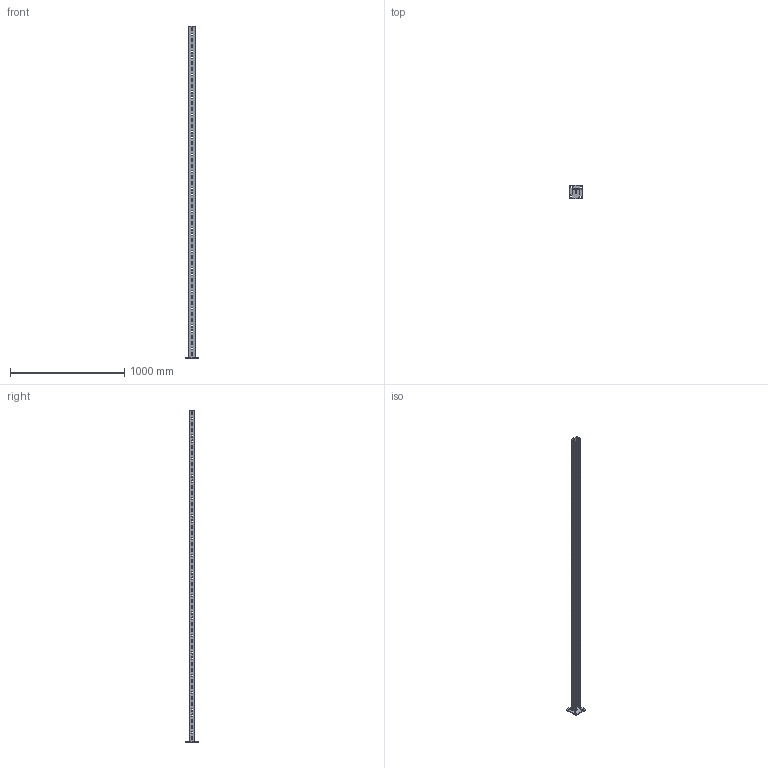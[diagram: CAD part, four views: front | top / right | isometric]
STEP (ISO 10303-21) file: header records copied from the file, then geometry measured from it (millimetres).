
FILE_DESCRIPTION (( 'STEP AP214' ), '1' );
FILE_NAME ('Äåòàë__2900.STEP', '2023-04-03T10:42:48', ( '' ), ( '' ), 'SwSTEP 2.0', 'SolidWorks 2022', '' );
FILE_SCHEMA (( 'AUTOMOTIVE_DESIGN' ));
Length unit declared in the file: millimetre
Products named in the file (1): Детал__2900
Bounding box: 120 x 120 x 2908 mm (x, y, z)
Volume: 1749077.4 mm3; surface area: 922845.3 mm2
Topology: 1 solids, 1 shells, 915 faces, 2736 edges, 1824 vertices
Faces by surface type: cylinder 542, plane 373
Entity records: 31964 total; most frequent: DIRECTION 5652, CARTESIAN_POINT 5476, ORIENTED_EDGE 5472, EDGE_CURVE 2736, AXIS2_PLACEMENT_3D 2000, VERTEX_POINT 1824, VECTOR 1652, LINE 1652
